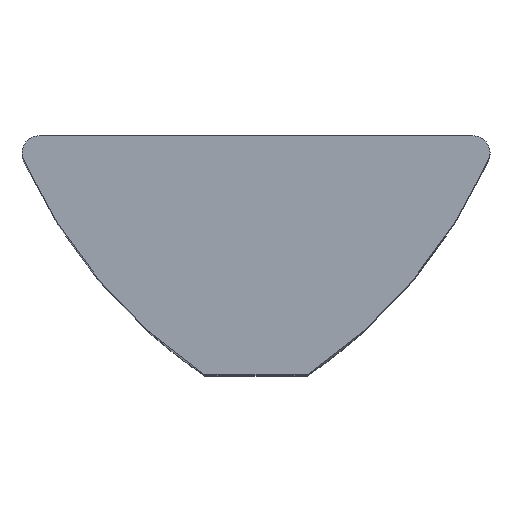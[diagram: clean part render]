
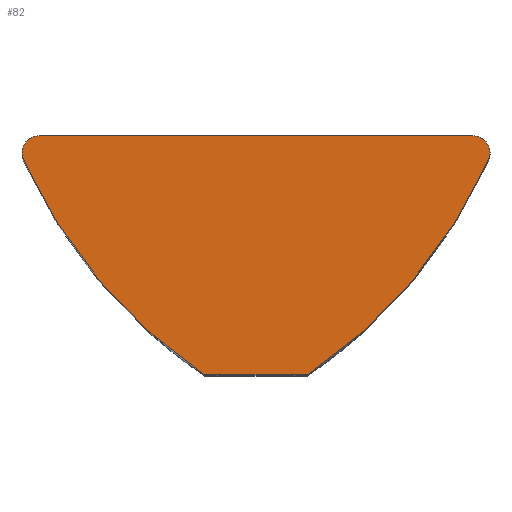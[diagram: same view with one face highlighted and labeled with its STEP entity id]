
A CAD part, top view. The second image highlights one B-rep face of the part: STEP entity #82.
In plain terms, the highlighted planar face has unit normal (0, 0, 1).
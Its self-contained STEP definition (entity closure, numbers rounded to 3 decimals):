
#82=ADVANCED_FACE('NONE',(#167),#168,.F.);
#167=FACE_OUTER_BOUND('',#251,.T.);
#168=PLANE('',#252);
#251=EDGE_LOOP('',(#430,#431,#432,#433,#434,#435,#436,#437));
#252=AXIS2_PLACEMENT_3D('',#438,#439,#440);
#430=ORIENTED_EDGE('',*,*,#570,.T.);
#431=ORIENTED_EDGE('',*,*,#521,.T.);
#432=ORIENTED_EDGE('',*,*,#557,.T.);
#433=ORIENTED_EDGE('',*,*,#574,.T.);
#434=ORIENTED_EDGE('',*,*,#550,.T.);
#435=ORIENTED_EDGE('',*,*,#580,.T.);
#436=ORIENTED_EDGE('',*,*,#585,.T.);
#437=ORIENTED_EDGE('',*,*,#590,.T.);
#438=CARTESIAN_POINT('',(6.35,-0.5,11.0));
#439=DIRECTION('',(-0.0,-0.0,-1.0));
#440=DIRECTION('',(0.0,-1.0,0.0));
#521=EDGE_CURVE('NONE',#615,#619,#621,.T.);
#550=EDGE_CURVE('NONE',#668,#669,#670,.T.);
#557=EDGE_CURVE('NONE',#619,#679,#681,.T.);
#570=EDGE_CURVE('NONE',#699,#615,#700,.T.);
#574=EDGE_CURVE('NONE',#679,#668,#705,.T.);
#580=EDGE_CURVE('NONE',#669,#711,#713,.T.);
#585=EDGE_CURVE('NONE',#711,#717,#719,.T.);
#590=EDGE_CURVE('NONE',#717,#699,#724,.T.);
#615=VERTEX_POINT('',#757);
#619=VERTEX_POINT('NONE',#762);
#621=CIRCLE('',#765,0.5);
#668=VERTEX_POINT('NONE',#852);
#669=VERTEX_POINT('NONE',#853);
#670=CIRCLE('',#854,0.5);
#679=VERTEX_POINT('NONE',#866);
#681=LINE('',#869,#870);
#699=VERTEX_POINT('NONE',#893);
#700=CIRCLE('',#894,0.5);
#705=CIRCLE('',#900,0.5);
#711=VERTEX_POINT('NONE',#922);
#713=CIRCLE('',#925,15.0);
#717=VERTEX_POINT('NONE',#929);
#719=LINE('',#932,#933);
#724=CIRCLE('',#960,15.0);
#757=CARTESIAN_POINT('',(6.85,-0.5,11.0));
#762=CARTESIAN_POINT('',(6.35,0.,11.0));
#765=AXIS2_PLACEMENT_3D('',#986,#987,#988);
#852=CARTESIAN_POINT('',(-6.85,-0.5,11.0));
#853=CARTESIAN_POINT('',(-6.806,-0.705,11.0));
#854=AXIS2_PLACEMENT_3D('',#1028,#1029,#1030);
#866=CARTESIAN_POINT('',(-6.35,0.,11.0));
#869=CARTESIAN_POINT('',(6.35,0.,11.0));
#870=VECTOR('',#1038,1000.0);
#893=CARTESIAN_POINT('',(6.806,-0.705,11.0));
#894=AXIS2_PLACEMENT_3D('',#1056,#1057,#1058);
#900=AXIS2_PLACEMENT_3D('',#1063,#1064,#1065);
#922=CARTESIAN_POINT('',(-1.5,-7.0,11.0));
#925=AXIS2_PLACEMENT_3D('',#1070,#1071,#1072);
#929=CARTESIAN_POINT('',(1.5,-7.,11.0));
#932=CARTESIAN_POINT('',(1.5,-7.0,11.0));
#933=VECTOR('',#1080,1000.0);
#960=AXIS2_PLACEMENT_3D('',#1084,#1085,#1086);
#986=CARTESIAN_POINT('',(6.35,-0.5,11.0));
#987=DIRECTION('',(0.0,0.0,1.0));
#988=DIRECTION('',(-1.0,0.0,0.0));
#1028=CARTESIAN_POINT('',(-6.35,-0.5,11.0));
#1029=DIRECTION('',(0.0,0.0,1.0));
#1030=DIRECTION('',(1.0,0.0,0.0));
#1038=DIRECTION('',(-1.0,0.,0.0));
#1056=CARTESIAN_POINT('',(6.35,-0.5,11.0));
#1057=DIRECTION('',(0.0,0.0,1.0));
#1058=DIRECTION('',(-1.0,0.0,0.0));
#1063=CARTESIAN_POINT('',(-6.35,-0.5,11.0));
#1064=DIRECTION('',(0.0,0.0,1.0));
#1065=DIRECTION('',(1.0,0.0,0.0));
#1070=CARTESIAN_POINT('',(6.876,5.444,11.0));
#1071=DIRECTION('',(0.0,0.0,1.0));
#1072=DIRECTION('',(1.0,0.0,0.0));
#1080=DIRECTION('',(1.0,-0.0,-0.0));
#1084=CARTESIAN_POINT('',(-6.876,5.444,11.0));
#1085=DIRECTION('',(0.0,0.0,1.0));
#1086=DIRECTION('',(-1.0,0.0,0.0));
